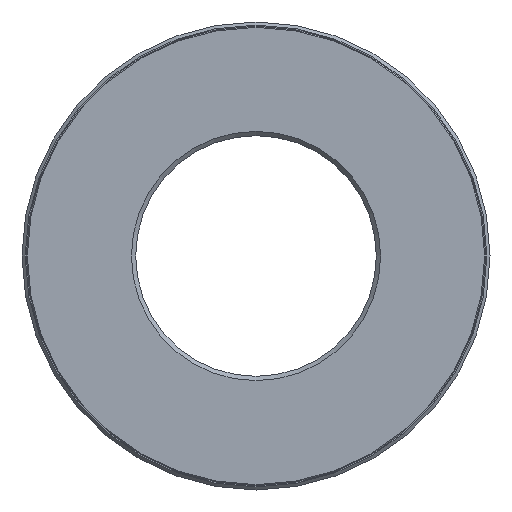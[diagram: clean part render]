
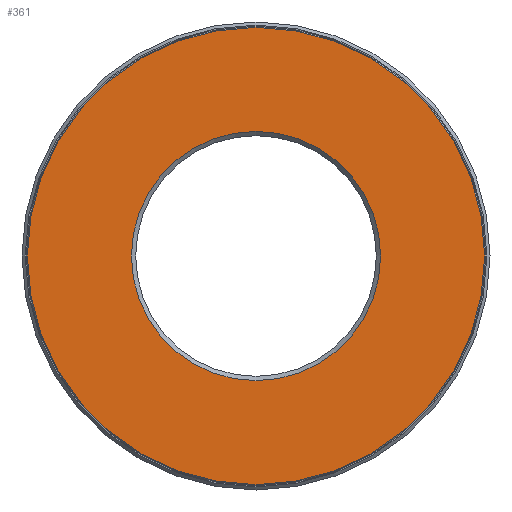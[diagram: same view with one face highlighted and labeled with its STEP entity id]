
A CAD part, front view. The second image highlights one B-rep face of the part: STEP entity #361.
In plain terms, the highlighted planar face has unit normal (0, -1, 0).
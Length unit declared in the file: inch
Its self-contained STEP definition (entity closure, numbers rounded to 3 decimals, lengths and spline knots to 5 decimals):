
#4 = EDGE_LOOP ( 'NONE', ( #470 ) ) ;
#5 = DIRECTION ( 'NONE',  ( 0., 0., 1. ) ) ;
#29 = CARTESIAN_POINT ( 'NONE',  ( 0., 0., 1.06875 ) ) ;
#44 = EDGE_LOOP ( 'NONE', ( #399 ) ) ;
#58 = DIRECTION ( 'NONE',  ( 0., 1., 0. ) ) ;
#75 = EDGE_CURVE ( 'NONE', #405, #405, #300, .T. ) ;
#226 = EDGE_CURVE ( 'NONE', #557, #557, #269, .T. ) ;
#233 = CARTESIAN_POINT ( 'NONE',  ( 0., 0., 0. ) ) ;
#264 = CARTESIAN_POINT ( 'NONE',  ( 0., 0., 0. ) ) ;
#269 = CIRCLE ( 'NONE', #327, 0.5825 ) ;
#274 = DIRECTION ( 'NONE',  ( 0., 1., 0. ) ) ;
#300 = CIRCLE ( 'NONE', #439, 1.06875 ) ;
#327 = AXIS2_PLACEMENT_3D ( 'NONE', #606, #58, #462 ) ;
#361 = ADVANCED_FACE ( 'NONE', ( #476, #483 ), #600, .F. ) ;
#394 = CARTESIAN_POINT ( 'NONE',  ( 0., 0., 0.5825 ) ) ;
#399 = ORIENTED_EDGE ( 'NONE', *, *, #75, .F. ) ;
#405 = VERTEX_POINT ( 'NONE', #29 ) ;
#439 = AXIS2_PLACEMENT_3D ( 'NONE', #264, #564, #505 ) ;
#462 = DIRECTION ( 'NONE',  ( 0., 0., 1. ) ) ;
#470 = ORIENTED_EDGE ( 'NONE', *, *, #226, .T. ) ;
#476 = FACE_OUTER_BOUND ( 'NONE', #44, .T. ) ;
#483 = FACE_BOUND ( 'NONE', #4, .T. ) ;
#505 = DIRECTION ( 'NONE',  ( 0., 0., 1. ) ) ;
#545 = AXIS2_PLACEMENT_3D ( 'NONE', #233, #274, #5 ) ;
#557 = VERTEX_POINT ( 'NONE', #394 ) ;
#564 = DIRECTION ( 'NONE',  ( 0., 1., 0. ) ) ;
#600 = PLANE ( 'NONE',  #545 ) ;
#606 = CARTESIAN_POINT ( 'NONE',  ( 0., 0., 0. ) ) ;
